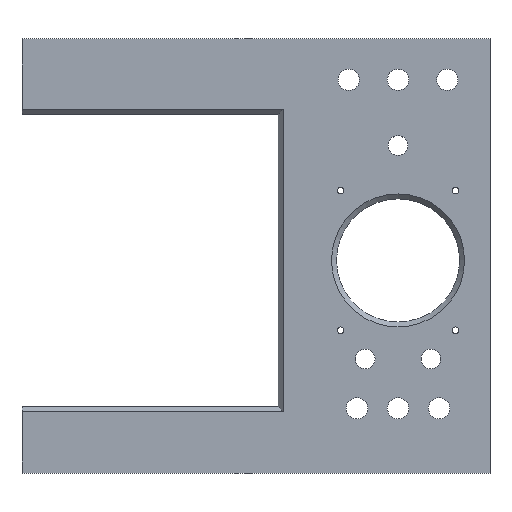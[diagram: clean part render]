
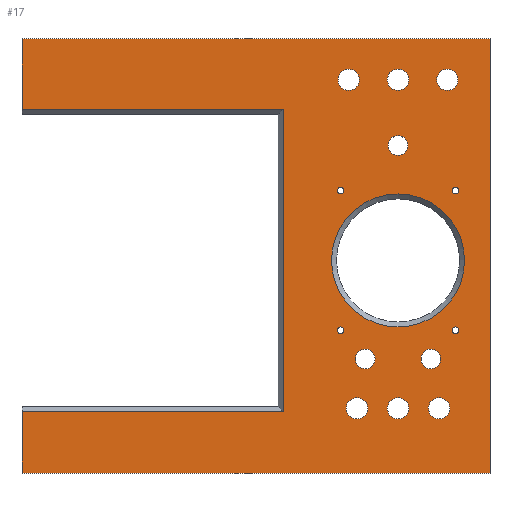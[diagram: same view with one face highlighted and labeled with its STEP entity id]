
A CAD part, top view. The second image highlights one B-rep face of the part: STEP entity #17.
In plain terms, the highlighted planar face has unit normal (0, 0, 1).
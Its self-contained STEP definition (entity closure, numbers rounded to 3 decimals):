
#17 = ADVANCED_FACE('',(#18,#84,#95,#106,#117,#128,#139,#150,#161,#172,
    #183,#194,#205,#216,#227),#238,.F.);
#18 = FACE_BOUND('',#19,.F.);
#19 = EDGE_LOOP('',(#20,#30,#38,#46,#54,#62,#70,#78));
#20 = ORIENTED_EDGE('',*,*,#21,.T.);
#21 = EDGE_CURVE('',#22,#24,#26,.T.);
#22 = VERTEX_POINT('',#23);
#23 = CARTESIAN_POINT('',(79.5,46.,0.));
#24 = VERTEX_POINT('',#25);
#25 = CARTESIAN_POINT('',(0.,46.,0.));
#26 = LINE('',#27,#28);
#27 = CARTESIAN_POINT('',(78.,46.,0.));
#28 = VECTOR('',#29,1.);
#29 = DIRECTION('',(-1.,0.,0.));
#30 = ORIENTED_EDGE('',*,*,#31,.F.);
#31 = EDGE_CURVE('',#32,#24,#34,.T.);
#32 = VERTEX_POINT('',#33);
#33 = CARTESIAN_POINT('',(0.,67.5,0.));
#34 = LINE('',#35,#36);
#35 = CARTESIAN_POINT('',(0.,67.5,0.));
#36 = VECTOR('',#37,1.);
#37 = DIRECTION('',(0.,-1.,0.));
#38 = ORIENTED_EDGE('',*,*,#39,.F.);
#39 = EDGE_CURVE('',#40,#32,#42,.T.);
#40 = VERTEX_POINT('',#41);
#41 = CARTESIAN_POINT('',(142.5,67.5,0.));
#42 = LINE('',#43,#44);
#43 = CARTESIAN_POINT('',(142.5,67.5,0.));
#44 = VECTOR('',#45,1.);
#45 = DIRECTION('',(-1.,0.,0.));
#46 = ORIENTED_EDGE('',*,*,#47,.F.);
#47 = EDGE_CURVE('',#48,#40,#50,.T.);
#48 = VERTEX_POINT('',#49);
#49 = CARTESIAN_POINT('',(142.5,-64.75,0.));
#50 = LINE('',#51,#52);
#51 = CARTESIAN_POINT('',(142.5,-64.75,0.));
#52 = VECTOR('',#53,1.);
#53 = DIRECTION('',(0.,1.,0.));
#54 = ORIENTED_EDGE('',*,*,#55,.F.);
#55 = EDGE_CURVE('',#56,#48,#58,.T.);
#56 = VERTEX_POINT('',#57);
#57 = CARTESIAN_POINT('',(0.,-64.75,0.));
#58 = LINE('',#59,#60);
#59 = CARTESIAN_POINT('',(-142.5,-64.75,0.));
#60 = VECTOR('',#61,1.);
#61 = DIRECTION('',(1.,0.,0.));
#62 = ORIENTED_EDGE('',*,*,#63,.F.);
#63 = EDGE_CURVE('',#64,#56,#66,.T.);
#64 = VERTEX_POINT('',#65);
#65 = CARTESIAN_POINT('',(0.,-46.,0.));
#66 = LINE('',#67,#68);
#67 = CARTESIAN_POINT('',(0.,67.5,0.));
#68 = VECTOR('',#69,1.);
#69 = DIRECTION('',(0.,-1.,0.));
#70 = ORIENTED_EDGE('',*,*,#71,.T.);
#71 = EDGE_CURVE('',#64,#72,#74,.T.);
#72 = VERTEX_POINT('',#73);
#73 = CARTESIAN_POINT('',(79.5,-46.,0.));
#74 = LINE('',#75,#76);
#75 = CARTESIAN_POINT('',(-78.,-46.,
    0.));
#76 = VECTOR('',#77,1.);
#77 = DIRECTION('',(1.,0.,0.));
#78 = ORIENTED_EDGE('',*,*,#79,.T.);
#79 = EDGE_CURVE('',#72,#22,#80,.T.);
#80 = LINE('',#81,#82);
#81 = CARTESIAN_POINT('',(79.5,-44.5,0.));
#82 = VECTOR('',#83,1.);
#83 = DIRECTION('',(0.,1.,0.));
#84 = FACE_BOUND('',#85,.F.);
#85 = EDGE_LOOP('',(#86));
#86 = ORIENTED_EDGE('',*,*,#87,.T.);
#87 = EDGE_CURVE('',#88,#88,#90,.T.);
#88 = VERTEX_POINT('',#89);
#89 = CARTESIAN_POINT('',(105.25,-45.,0.));
#90 = CIRCLE('',#91,3.25);
#91 = AXIS2_PLACEMENT_3D('',#92,#93,#94);
#92 = CARTESIAN_POINT('',(102.,-45.,0.));
#93 = DIRECTION('',(-0.,0.,1.));
#94 = DIRECTION('',(1.,0.,0.));
#95 = FACE_BOUND('',#96,.F.);
#96 = EDGE_LOOP('',(#97));
#97 = ORIENTED_EDGE('',*,*,#98,.T.);
#98 = EDGE_CURVE('',#99,#99,#101,.T.);
#99 = VERTEX_POINT('',#100);
#100 = CARTESIAN_POINT('',(117.75,-45.,0.));
#101 = CIRCLE('',#102,3.25);
#102 = AXIS2_PLACEMENT_3D('',#103,#104,#105);
#103 = CARTESIAN_POINT('',(114.5,-45.,0.));
#104 = DIRECTION('',(-0.,0.,1.));
#105 = DIRECTION('',(1.,0.,0.));
#106 = FACE_BOUND('',#107,.F.);
#107 = EDGE_LOOP('',(#108));
#108 = ORIENTED_EDGE('',*,*,#109,.T.);
#109 = EDGE_CURVE('',#110,#110,#112,.T.);
#110 = VERTEX_POINT('',#111);
#111 = CARTESIAN_POINT('',(130.25,-45.,0.));
#112 = CIRCLE('',#113,3.25);
#113 = AXIS2_PLACEMENT_3D('',#114,#115,#116);
#114 = CARTESIAN_POINT('',(127.,-45.,0.));
#115 = DIRECTION('',(-0.,0.,1.));
#116 = DIRECTION('',(1.,0.,0.));
#117 = FACE_BOUND('',#118,.F.);
#118 = EDGE_LOOP('',(#119));
#119 = ORIENTED_EDGE('',*,*,#120,.T.);
#120 = EDGE_CURVE('',#121,#121,#123,.T.);
#121 = VERTEX_POINT('',#122);
#122 = CARTESIAN_POINT('',(107.5,-30.,0.));
#123 = CIRCLE('',#124,3.);
#124 = AXIS2_PLACEMENT_3D('',#125,#126,#127);
#125 = CARTESIAN_POINT('',(104.5,-30.,0.));
#126 = DIRECTION('',(-0.,0.,1.));
#127 = DIRECTION('',(1.,0.,0.));
#128 = FACE_BOUND('',#129,.F.);
#129 = EDGE_LOOP('',(#130));
#130 = ORIENTED_EDGE('',*,*,#131,.T.);
#131 = EDGE_CURVE('',#132,#132,#134,.T.);
#132 = VERTEX_POINT('',#133);
#133 = CARTESIAN_POINT('',(127.5,-30.,0.));
#134 = CIRCLE('',#135,3.);
#135 = AXIS2_PLACEMENT_3D('',#136,#137,#138);
#136 = CARTESIAN_POINT('',(124.5,-30.,0.));
#137 = DIRECTION('',(-0.,0.,1.));
#138 = DIRECTION('',(1.,0.,0.));
#139 = FACE_BOUND('',#140,.F.);
#140 = EDGE_LOOP('',(#141));
#141 = ORIENTED_EDGE('',*,*,#142,.T.);
#142 = EDGE_CURVE('',#143,#143,#145,.T.);
#143 = VERTEX_POINT('',#144);
#144 = CARTESIAN_POINT('',(98.,-21.25,0.));
#145 = CIRCLE('',#146,1.);
#146 = AXIS2_PLACEMENT_3D('',#147,#148,#149);
#147 = CARTESIAN_POINT('',(97.,-21.25,0.));
#148 = DIRECTION('',(-0.,0.,1.));
#149 = DIRECTION('',(1.,0.,0.));
#150 = FACE_BOUND('',#151,.F.);
#151 = EDGE_LOOP('',(#152));
#152 = ORIENTED_EDGE('',*,*,#153,.T.);
#153 = EDGE_CURVE('',#154,#154,#156,.T.);
#154 = VERTEX_POINT('',#155);
#155 = CARTESIAN_POINT('',(133.,-21.25,0.));
#156 = CIRCLE('',#157,1.);
#157 = AXIS2_PLACEMENT_3D('',#158,#159,#160);
#158 = CARTESIAN_POINT('',(132.,-21.25,0.));
#159 = DIRECTION('',(-0.,0.,1.));
#160 = DIRECTION('',(1.,0.,0.));
#161 = FACE_BOUND('',#162,.F.);
#162 = EDGE_LOOP('',(#163));
#163 = ORIENTED_EDGE('',*,*,#164,.T.);
#164 = EDGE_CURVE('',#165,#165,#167,.T.);
#165 = VERTEX_POINT('',#166);
#166 = CARTESIAN_POINT('',(134.75,0.,
    0.));
#167 = CIRCLE('',#168,20.25);
#168 = AXIS2_PLACEMENT_3D('',#169,#170,#171);
#169 = CARTESIAN_POINT('',(114.5,0.,0.));
#170 = DIRECTION('',(0.,0.,1.));
#171 = DIRECTION('',(1.,0.,0.));
#172 = FACE_BOUND('',#173,.F.);
#173 = EDGE_LOOP('',(#174));
#174 = ORIENTED_EDGE('',*,*,#175,.T.);
#175 = EDGE_CURVE('',#176,#176,#178,.T.);
#176 = VERTEX_POINT('',#177);
#177 = CARTESIAN_POINT('',(98.,21.25,0.));
#178 = CIRCLE('',#179,1.);
#179 = AXIS2_PLACEMENT_3D('',#180,#181,#182);
#180 = CARTESIAN_POINT('',(97.,21.25,0.));
#181 = DIRECTION('',(-0.,0.,1.));
#182 = DIRECTION('',(1.,0.,0.));
#183 = FACE_BOUND('',#184,.F.);
#184 = EDGE_LOOP('',(#185));
#185 = ORIENTED_EDGE('',*,*,#186,.T.);
#186 = EDGE_CURVE('',#187,#187,#189,.T.);
#187 = VERTEX_POINT('',#188);
#188 = CARTESIAN_POINT('',(133.,21.25,0.));
#189 = CIRCLE('',#190,1.);
#190 = AXIS2_PLACEMENT_3D('',#191,#192,#193);
#191 = CARTESIAN_POINT('',(132.,21.25,0.));
#192 = DIRECTION('',(-0.,0.,1.));
#193 = DIRECTION('',(1.,0.,0.));
#194 = FACE_BOUND('',#195,.F.);
#195 = EDGE_LOOP('',(#196));
#196 = ORIENTED_EDGE('',*,*,#197,.T.);
#197 = EDGE_CURVE('',#198,#198,#200,.T.);
#198 = VERTEX_POINT('',#199);
#199 = CARTESIAN_POINT('',(102.75,55.,0.));
#200 = CIRCLE('',#201,3.25);
#201 = AXIS2_PLACEMENT_3D('',#202,#203,#204);
#202 = CARTESIAN_POINT('',(99.5,55.,0.));
#203 = DIRECTION('',(-0.,0.,1.));
#204 = DIRECTION('',(1.,0.,0.));
#205 = FACE_BOUND('',#206,.F.);
#206 = EDGE_LOOP('',(#207));
#207 = ORIENTED_EDGE('',*,*,#208,.T.);
#208 = EDGE_CURVE('',#209,#209,#211,.T.);
#209 = VERTEX_POINT('',#210);
#210 = CARTESIAN_POINT('',(117.5,35.,0.));
#211 = CIRCLE('',#212,3.);
#212 = AXIS2_PLACEMENT_3D('',#213,#214,#215);
#213 = CARTESIAN_POINT('',(114.5,35.,0.));
#214 = DIRECTION('',(-0.,0.,1.));
#215 = DIRECTION('',(1.,0.,0.));
#216 = FACE_BOUND('',#217,.F.);
#217 = EDGE_LOOP('',(#218));
#218 = ORIENTED_EDGE('',*,*,#219,.T.);
#219 = EDGE_CURVE('',#220,#220,#222,.T.);
#220 = VERTEX_POINT('',#221);
#221 = CARTESIAN_POINT('',(117.75,55.,0.));
#222 = CIRCLE('',#223,3.25);
#223 = AXIS2_PLACEMENT_3D('',#224,#225,#226);
#224 = CARTESIAN_POINT('',(114.5,55.,0.));
#225 = DIRECTION('',(-0.,0.,1.));
#226 = DIRECTION('',(1.,0.,0.));
#227 = FACE_BOUND('',#228,.F.);
#228 = EDGE_LOOP('',(#229));
#229 = ORIENTED_EDGE('',*,*,#230,.T.);
#230 = EDGE_CURVE('',#231,#231,#233,.T.);
#231 = VERTEX_POINT('',#232);
#232 = CARTESIAN_POINT('',(132.75,55.,0.));
#233 = CIRCLE('',#234,3.25);
#234 = AXIS2_PLACEMENT_3D('',#235,#236,#237);
#235 = CARTESIAN_POINT('',(129.5,55.,0.));
#236 = DIRECTION('',(-0.,0.,1.));
#237 = DIRECTION('',(1.,0.,0.));
#238 = PLANE('',#239);
#239 = AXIS2_PLACEMENT_3D('',#240,#241,#242);
#240 = CARTESIAN_POINT('',(-6.62,3.068,
    0.));
#241 = DIRECTION('',(0.,0.,-1.));
#242 = DIRECTION('',(0.,1.,0.));
